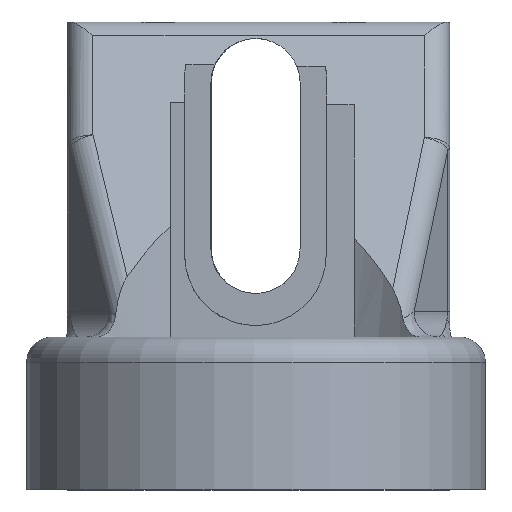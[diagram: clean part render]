
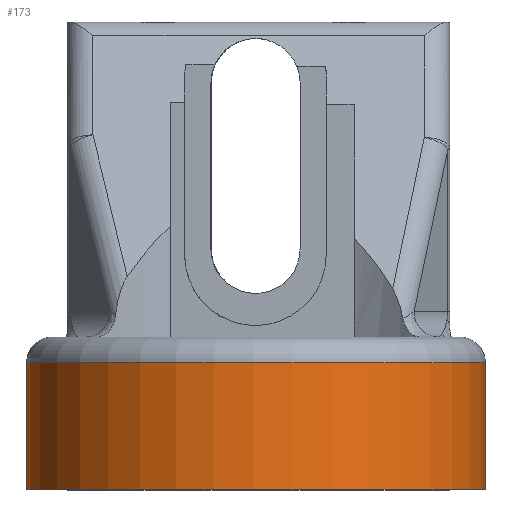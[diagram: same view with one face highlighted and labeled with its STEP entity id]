
A CAD part, front view. The second image highlights one B-rep face of the part: STEP entity #173.
In plain terms, the highlighted cylindrical face has radius 9 mm (diameter 18 mm), a partial arc.
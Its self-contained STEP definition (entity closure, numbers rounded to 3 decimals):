
#173=ADVANCED_FACE('',(#355),#356,.T.);
#355=FACE_OUTER_BOUND('',#792,.T.);
#356=CYLINDRICAL_SURFACE('',#793,9.0);
#792=EDGE_LOOP('',(#1309,#1310,#1311,#1312));
#793=AXIS2_PLACEMENT_3D('',#1313,#1314,#1315);
#1309=ORIENTED_EDGE('',*,*,#1579,.F.);
#1310=ORIENTED_EDGE('',*,*,#1632,.T.);
#1311=ORIENTED_EDGE('',*,*,#1575,.T.);
#1312=ORIENTED_EDGE('',*,*,#1476,.T.);
#1313=CARTESIAN_POINT('',(-0.097,-110.734,9.428));
#1314=DIRECTION('',(0.0,0.0,-1.0));
#1315=DIRECTION('',(1.0,0.0,0.0));
#1476=EDGE_CURVE('',#1729,#1727,#1730,.T.);
#1575=EDGE_CURVE('',#1762,#1729,#1884,.T.);
#1579=EDGE_CURVE('',#1889,#1727,#1891,.T.);
#1632=EDGE_CURVE('',#1889,#1762,#1956,.F.);
#1727=VERTEX_POINT('',#2103);
#1729=VERTEX_POINT('',#2106);
#1730=CIRCLE('',#2107,9.0);
#1762=VERTEX_POINT('',#2151);
#1884=LINE('',#2362,#2363);
#1889=VERTEX_POINT('',#2368);
#1891=LINE('',#2371,#2372);
#1956=CIRCLE('',#2494,9.0);
#2103=CARTESIAN_POINT('',(8.805,-109.409,3.428));
#2106=CARTESIAN_POINT('',(-8.967,-109.212,3.428));
#2107=AXIS2_PLACEMENT_3D('',#2583,#2584,#2585);
#2151=CARTESIAN_POINT('',(-8.967,-109.212,8.428));
#2362=CARTESIAN_POINT('',(-8.967,-109.212,9.428));
#2363=VECTOR('',#2713,1.0);
#2368=CARTESIAN_POINT('',(8.805,-109.409,8.428));
#2371=CARTESIAN_POINT('',(8.805,-109.409,9.428));
#2372=VECTOR('',#2718,1.0);
#2494=AXIS2_PLACEMENT_3D('',#2768,#2769,#2770);
#2583=CARTESIAN_POINT('',(-0.097,-110.734,3.428));
#2584=DIRECTION('',(0.0,0.0,1.0));
#2585=DIRECTION('',(-1.0,0.0,0.0));
#2713=DIRECTION('',(0.0,0.0,-1.0));
#2718=DIRECTION('',(0.0,0.0,-1.0));
#2768=CARTESIAN_POINT('',(-0.097,-110.734,8.428));
#2769=DIRECTION('',(0.0,0.0,1.0));
#2770=DIRECTION('',(-1.0,0.0,0.0));
